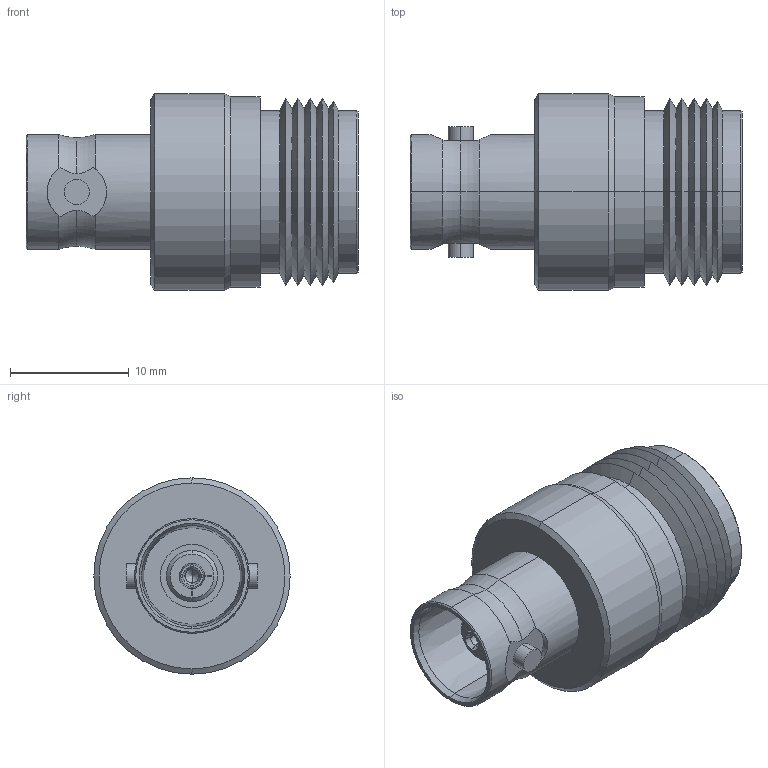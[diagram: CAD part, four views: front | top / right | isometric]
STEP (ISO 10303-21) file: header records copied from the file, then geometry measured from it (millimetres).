
FILE_DESCRIPTION (( 'STEP AP214' ), '1' );
FILE_NAME ('FMAD10038_3D.step', '2025-02-24T20:23:05', ( '' ), ( '' ), 'SwSTEP 2.0', 'SolidWorks 2022', '' );
FILE_SCHEMA (( 'AUTOMOTIVE_DESIGN' ));
Length unit declared in the file: millimetre
Products named in the file (1): FMAD10038_3D
Bounding box: 27.9 x 16.5 x 16.5 mm (x, y, z)
Volume: 3164.5 mm3; surface area: 2743.3 mm2
Topology: 1 solids, 1 shells, 163 faces, 379 edges, 227 vertices
Faces by surface type: cone 64, plane 53, cylinder 40, torus 6
Entity records: 4810 total; most frequent: CARTESIAN_POINT 1120, DIRECTION 808, ORIENTED_EDGE 750, EDGE_CURVE 375, AXIS2_PLACEMENT_3D 345, VERTEX_POINT 227, CIRCLE 181, EDGE_LOOP 176
